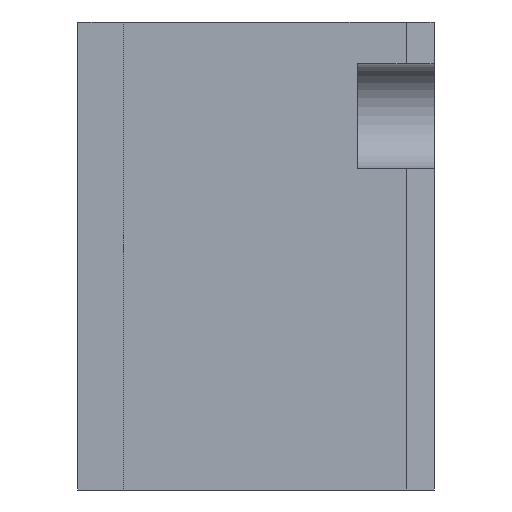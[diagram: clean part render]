
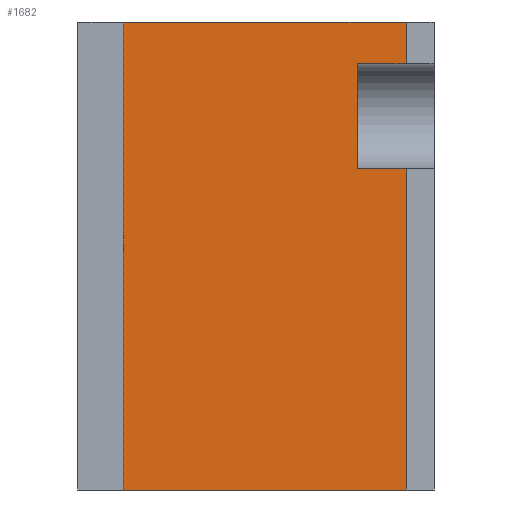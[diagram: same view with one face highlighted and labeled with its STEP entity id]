
A CAD part, left-side view. The second image highlights one B-rep face of the part: STEP entity #1682.
In plain terms, the highlighted planar face has unit normal (-1, 0, 0).
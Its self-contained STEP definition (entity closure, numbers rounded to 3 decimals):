
#231=FACE_OUTER_BOUND('',#340,.T.);
#340=EDGE_LOOP('',(#1449,#1450,#1451,#1452,#1453,#1454,#1455,#1456));
#406=LINE('',#2600,#565);
#429=LINE('',#2667,#588);
#432=LINE('',#2679,#591);
#435=LINE('',#2683,#594);
#453=LINE('',#2729,#612);
#483=LINE('',#2880,#642);
#486=LINE('',#2886,#645);
#493=LINE('',#2908,#652);
#565=VECTOR('',#2106,10.);
#588=VECTOR('',#2169,10.);
#591=VECTOR('',#2180,10.);
#594=VECTOR('',#2185,10.);
#612=VECTOR('',#2227,10.);
#642=VECTOR('',#2289,10.);
#645=VECTOR('',#2298,10.);
#652=VECTOR('',#2329,10.);
#733=VERTEX_POINT('',#2597);
#734=VERTEX_POINT('',#2599);
#755=VERTEX_POINT('',#2659);
#758=VERTEX_POINT('',#2665);
#761=VERTEX_POINT('',#2675);
#763=VERTEX_POINT('',#2678);
#779=VERTEX_POINT('',#2728);
#804=VERTEX_POINT('',#2878);
#913=EDGE_CURVE('',#734,#733,#406,.T.);
#946=EDGE_CURVE('',#755,#758,#429,.T.);
#951=EDGE_CURVE('',#763,#761,#432,.T.);
#954=EDGE_CURVE('',#758,#763,#435,.T.);
#976=EDGE_CURVE('',#779,#755,#453,.T.);
#1015=EDGE_CURVE('',#761,#804,#483,.T.);
#1019=EDGE_CURVE('',#804,#734,#486,.T.);
#1029=EDGE_CURVE('',#733,#779,#493,.T.);
#1449=ORIENTED_EDGE('',*,*,#913,.T.);
#1450=ORIENTED_EDGE('',*,*,#1029,.T.);
#1451=ORIENTED_EDGE('',*,*,#976,.T.);
#1452=ORIENTED_EDGE('',*,*,#946,.T.);
#1453=ORIENTED_EDGE('',*,*,#954,.T.);
#1454=ORIENTED_EDGE('',*,*,#951,.T.);
#1455=ORIENTED_EDGE('',*,*,#1015,.T.);
#1456=ORIENTED_EDGE('',*,*,#1019,.T.);
#1597=PLANE('',#1893);
#1682=ADVANCED_FACE('',(#231),#1597,.T.);
#1893=AXIS2_PLACEMENT_3D('',#2910,#2331,#2332);
#2106=DIRECTION('',(0.,0.,-1.));
#2169=DIRECTION('',(0.,1.,0.));
#2180=DIRECTION('',(0.,-1.,0.));
#2185=DIRECTION('',(0.,0.,1.));
#2227=DIRECTION('',(0.,0.,1.));
#2289=DIRECTION('',(0.,0.,1.));
#2298=DIRECTION('',(0.,1.,0.));
#2329=DIRECTION('',(0.,-1.,0.));
#2331=DIRECTION('center_axis',(-1.,0.,0.));
#2332=DIRECTION('ref_axis',(0.,0.,1.));
#2597=CARTESIAN_POINT('',(-38.5,19.,-33.5));
#2599=CARTESIAN_POINT('',(-38.5,19.,33.5));
#2600=CARTESIAN_POINT('',(-38.5,19.,16.75));
#2659=CARTESIAN_POINT('',(-38.5,-21.5,12.5));
#2665=CARTESIAN_POINT('',(-38.5,-14.5,12.5));
#2667=CARTESIAN_POINT('',(-38.5,-25.5,12.5));
#2675=CARTESIAN_POINT('',(-38.5,-21.5,27.5));
#2678=CARTESIAN_POINT('',(-38.5,-14.5,27.5));
#2679=CARTESIAN_POINT('',(-38.5,-25.5,27.5));
#2683=CARTESIAN_POINT('',(-38.5,-14.5,10.));
#2728=CARTESIAN_POINT('',(-38.5,-21.5,-33.5));
#2729=CARTESIAN_POINT('',(-38.5,-21.5,16.75));
#2878=CARTESIAN_POINT('',(-38.5,-21.5,33.5));
#2880=CARTESIAN_POINT('',(-38.5,-21.5,16.75));
#2886=CARTESIAN_POINT('',(-38.5,-25.5,33.5));
#2908=CARTESIAN_POINT('',(-38.5,-25.5,-33.5));
#2910=CARTESIAN_POINT('Origin',(-38.5,-25.5,0.));
